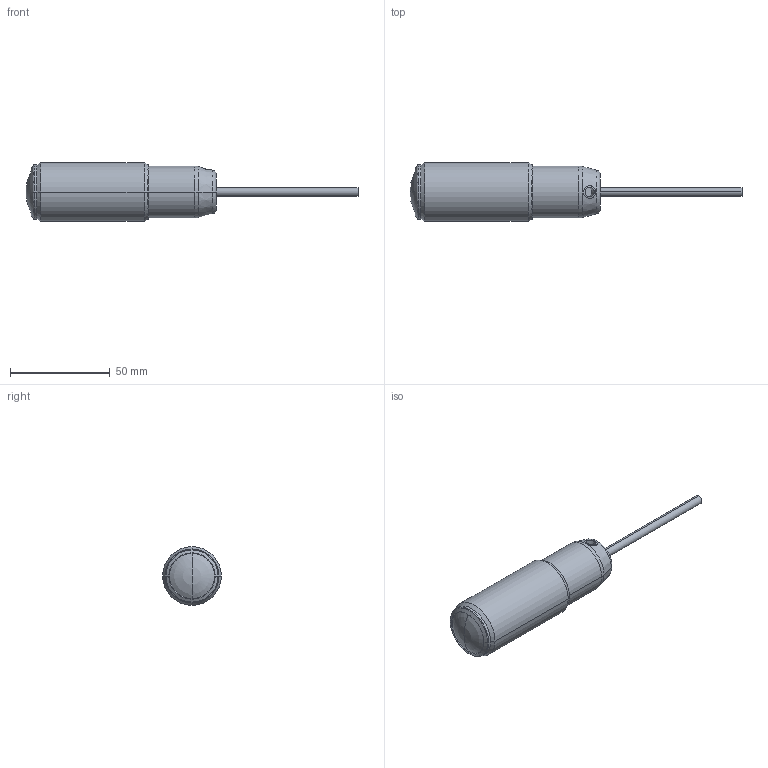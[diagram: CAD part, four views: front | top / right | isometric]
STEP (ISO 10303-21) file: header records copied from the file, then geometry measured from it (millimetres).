
FILE_DESCRIPTION((''),'2;1');
FILE_NAME('193066_ASM','2016-03-11T',('pdmadmin'),(''),'PRO/ENGINEER BY PARAMETRIC TECHNOLOGY CORPORATION, 2013230','PRO/ENGINEER BY PARAMETRIC TECHNOLOGY CORPORATION, 2013230','');
FILE_SCHEMA(('CONFIG_CONTROL_DESIGN'));
Length unit declared in the file: millimetre
Products named in the file (12): 121166; 09297; 121168; 120823; 120121; 2X1_4_HEX_SHCS; 121167_CRIMPED; 121894; 09036; 121928_ASM; 116946; 193066_ASM
Assembly tree (13 placements, depth 3):
  193066_ASM
    121166
    09297
    121168
    120823
    120121  x2
    2X1_4_HEX_SHCS  x2
    121928_ASM
      121167_CRIMPED
      121894
      09036
    116946
Bounding box: 166.78 x 29.46 x 29.46 mm (x, y, z)
Volume: 31583.4 mm3; surface area: 28502.7 mm2
Topology: 12 solids, 16 shells, 333 faces, 816 edges, 522 vertices
Faces by surface type: plane 173, cylinder 102, cone 30, torus 22, sphere 4, bspline 2
Entity records: 9747 total; most frequent: CARTESIAN_POINT 1893, DIRECTION 1680, ORIENTED_EDGE 1508, EDGE_CURVE 762, AXIS2_PLACEMENT_3D 601, VERTEX_POINT 490, VECTOR 478, LINE 478
